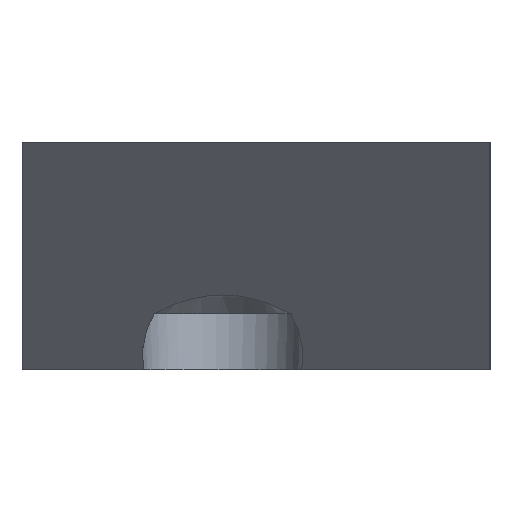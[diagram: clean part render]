
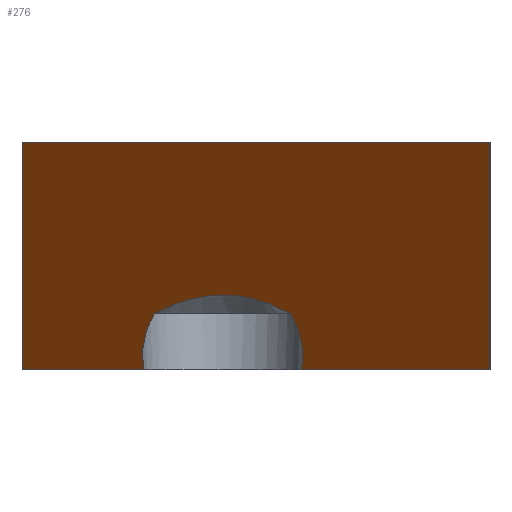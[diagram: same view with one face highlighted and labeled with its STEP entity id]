
A CAD part, left-side view. The second image highlights one B-rep face of the part: STEP entity #276.
In plain terms, the highlighted planar face has unit normal (-0.707, 0, -0.707).
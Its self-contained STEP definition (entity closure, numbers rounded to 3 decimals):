
#43=FACE_OUTER_BOUND('',#57,.T.);
#57=EDGE_LOOP('',(#197,#198,#199,#200,#201,#202,#203,#204,#205));
#77=(
BOUNDED_CURVE()
B_SPLINE_CURVE(2,(#445,#446,#447),.UNSPECIFIED.,.F.,.F.)
B_SPLINE_CURVE_WITH_KNOTS((3,3),(1.738,2.196),
 .UNSPECIFIED.)
CURVE()
GEOMETRIC_REPRESENTATION_ITEM()
RATIONAL_B_SPLINE_CURVE((1.,1.,1.))
REPRESENTATION_ITEM('')
);
#78=(
BOUNDED_CURVE()
B_SPLINE_CURVE(2,(#449,#450,#451),.UNSPECIFIED.,.F.,.F.)
B_SPLINE_CURVE_WITH_KNOTS((3,3),(1.281,1.738),
 .UNSPECIFIED.)
CURVE()
GEOMETRIC_REPRESENTATION_ITEM()
RATIONAL_B_SPLINE_CURVE((1.,1.,1.))
REPRESENTATION_ITEM('')
);
#81=ELLIPSE('',#307,4.243,3.);
#82=ELLIPSE('',#308,4.243,3.);
#88=LINE('',#441,#108);
#89=LINE('',#455,#109);
#90=LINE('',#457,#110);
#91=LINE('',#459,#111);
#92=LINE('',#460,#112);
#108=VECTOR('',#349,10.);
#109=VECTOR('',#354,10.);
#110=VECTOR('',#355,10.);
#111=VECTOR('',#356,10.);
#112=VECTOR('',#357,10.);
#131=VERTEX_POINT('',#439);
#132=VERTEX_POINT('',#440);
#133=VERTEX_POINT('',#442);
#134=VERTEX_POINT('',#444);
#135=VERTEX_POINT('',#448);
#136=VERTEX_POINT('',#452);
#137=VERTEX_POINT('',#454);
#138=VERTEX_POINT('',#456);
#139=VERTEX_POINT('',#458);
#157=EDGE_CURVE('',#131,#132,#88,.T.);
#158=EDGE_CURVE('',#131,#133,#81,.T.);
#159=EDGE_CURVE('',#134,#133,#77,.T.);
#160=EDGE_CURVE('',#135,#134,#78,.T.);
#161=EDGE_CURVE('',#135,#136,#82,.T.);
#162=EDGE_CURVE('',#137,#136,#89,.T.);
#163=EDGE_CURVE('',#138,#137,#90,.T.);
#164=EDGE_CURVE('',#138,#139,#91,.T.);
#165=EDGE_CURVE('',#132,#139,#92,.T.);
#197=ORIENTED_EDGE('',*,*,#157,.F.);
#198=ORIENTED_EDGE('',*,*,#158,.T.);
#199=ORIENTED_EDGE('',*,*,#159,.F.);
#200=ORIENTED_EDGE('',*,*,#160,.F.);
#201=ORIENTED_EDGE('',*,*,#161,.T.);
#202=ORIENTED_EDGE('',*,*,#162,.F.);
#203=ORIENTED_EDGE('',*,*,#163,.F.);
#204=ORIENTED_EDGE('',*,*,#164,.T.);
#205=ORIENTED_EDGE('',*,*,#165,.F.);
#270=PLANE('',#306);
#276=ADVANCED_FACE('',(#43),#270,.T.);
#306=AXIS2_PLACEMENT_3D('',#438,#347,#348);
#307=AXIS2_PLACEMENT_3D('',#443,#350,#351);
#308=AXIS2_PLACEMENT_3D('',#453,#352,#353);
#347=DIRECTION('center_axis',(-0.707,0.,-0.707));
#348=DIRECTION('ref_axis',(-0.707,0.,0.707));
#349=DIRECTION('',(0.,1.,0.));
#350=DIRECTION('center_axis',(0.707,0.,0.707));
#351=DIRECTION('ref_axis',(0.707,0.,-0.707));
#352=DIRECTION('center_axis',(0.707,0.,0.707));
#353=DIRECTION('ref_axis',(0.707,0.,-0.707));
#354=DIRECTION('',(0.,1.,0.));
#355=DIRECTION('',(0.707,0.,-0.707));
#356=DIRECTION('',(0.,1.,0.));
#357=DIRECTION('',(-0.707,0.,0.707));
#438=CARTESIAN_POINT('Origin',(262.,138.398,763.5));
#439=CARTESIAN_POINT('',(260.5,151.356,765.));
#440=CARTESIAN_POINT('',(260.5,155.898,765.));
#441=CARTESIAN_POINT('',(260.5,138.398,765.));
#442=CARTESIAN_POINT('',(258.414,150.945,767.086));
#443=CARTESIAN_POINT('Origin',(260.,148.398,765.5));
#444=CARTESIAN_POINT('',(257.707,148.398,767.793));
#445=CARTESIAN_POINT('Ctrl Pts',(257.707,148.398,767.793));
#446=CARTESIAN_POINT('Ctrl Pts',(257.707,149.671,767.793));
#447=CARTESIAN_POINT('Ctrl Pts',(258.414,150.945,767.086));
#448=CARTESIAN_POINT('',(258.414,145.851,767.086));
#449=CARTESIAN_POINT('Ctrl Pts',(258.414,145.851,767.086));
#450=CARTESIAN_POINT('Ctrl Pts',(257.707,147.125,767.793));
#451=CARTESIAN_POINT('Ctrl Pts',(257.707,148.398,767.793));
#452=CARTESIAN_POINT('',(260.5,145.44,765.));
#453=CARTESIAN_POINT('Origin',(260.,148.398,765.5));
#454=CARTESIAN_POINT('',(260.5,138.398,765.));
#455=CARTESIAN_POINT('',(260.5,138.398,765.));
#456=CARTESIAN_POINT('',(252.,138.398,773.5));
#457=CARTESIAN_POINT('',(252.,138.398,773.5));
#458=CARTESIAN_POINT('',(252.,155.898,773.5));
#459=CARTESIAN_POINT('',(252.,138.398,773.5));
#460=CARTESIAN_POINT('',(252.,155.898,773.5));
